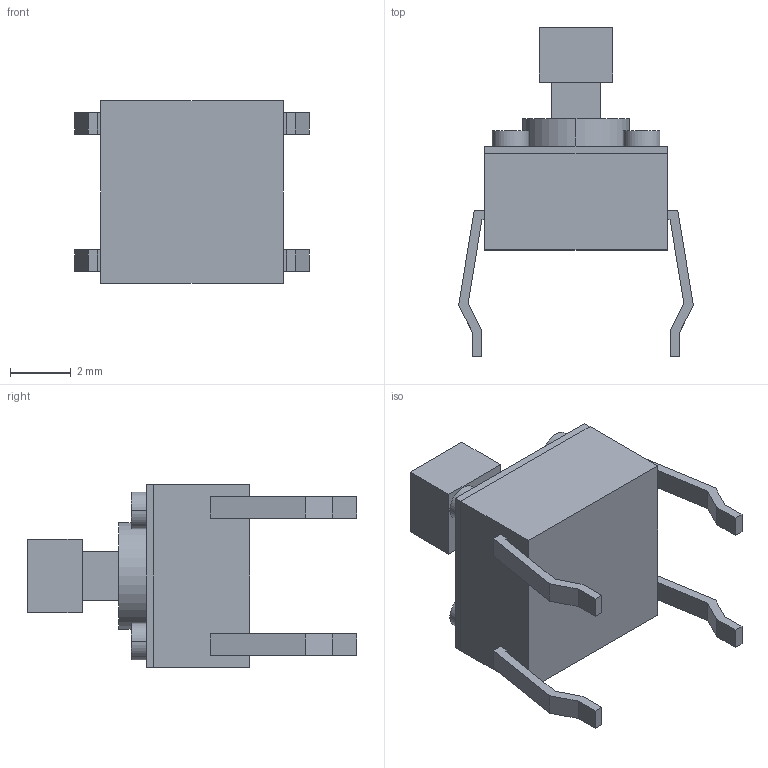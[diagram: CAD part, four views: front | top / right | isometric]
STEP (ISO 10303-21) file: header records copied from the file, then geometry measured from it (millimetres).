
FILE_DESCRIPTION (( 'STEP AP214' ), '1' );
FILE_NAME ('B3F-1056.STEP', '2023-11-02T00:21:16', ( '' ), ( '' ), 'SwSTEP 2.0', 'SolidWorks 2022', '' );
FILE_SCHEMA (( 'AUTOMOTIVE_DESIGN' ));
Length unit declared in the file: millimetre
Products named in the file (3): B3F_1055_BUTTON; B3F-1056; B3F_1055_BASE
Assembly tree (2 placements, depth 2):
  B3F-1056
    B3F_1055_BUTTON
    B3F_1055_BASE
Bounding box: 7.7 x 10.8 x 6 mm (x, y, z)
Volume: 139.5 mm3; surface area: 343.5 mm2
Topology: 7 solids, 7 shells, 94 faces, 216 edges, 144 vertices
Faces by surface type: plane 78, cylinder 16
Entity records: 2978 total; most frequent: CARTESIAN_POINT 459, DIRECTION 446, ORIENTED_EDGE 432, EDGE_CURVE 216, LINE 184, VECTOR 184, VERTEX_POINT 144, AXIS2_PLACEMENT_3D 131
